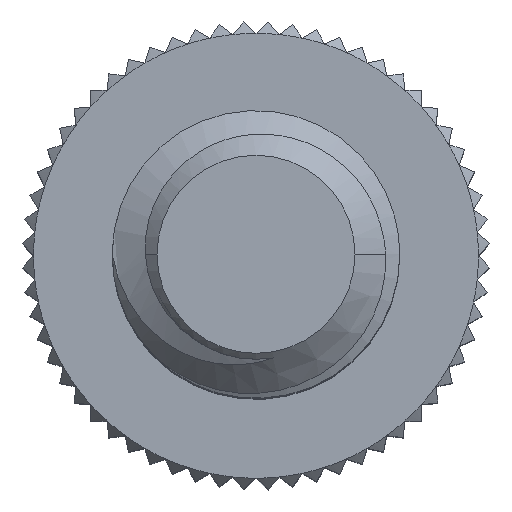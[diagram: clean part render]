
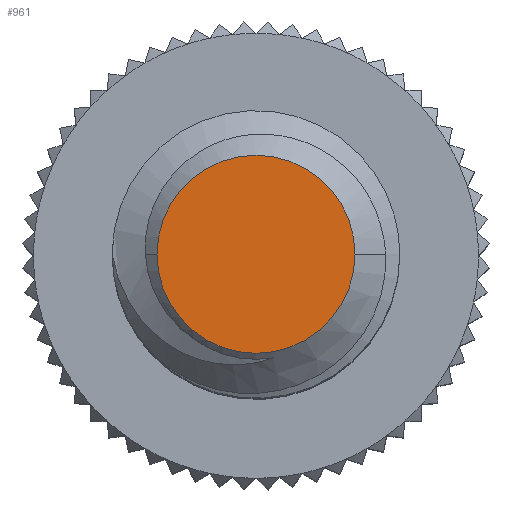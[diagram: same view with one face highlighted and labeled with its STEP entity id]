
A CAD part, top view. The second image highlights one B-rep face of the part: STEP entity #961.
In plain terms, the highlighted planar face has unit normal (0, 0, 1).
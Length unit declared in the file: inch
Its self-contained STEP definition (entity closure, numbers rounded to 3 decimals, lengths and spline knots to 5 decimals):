
#196 = CIRCLE ( 'NONE', #7413, 0.02961 ) ;
#961 = ADVANCED_FACE ( 'NONE', ( #3750 ), #4793, .T. ) ;
#1239 = DIRECTION ( 'NONE',  ( 0., 0., 1. ) ) ;
#1784 = EDGE_CURVE ( 'NONE', #4756, #7029, #196, .T. ) ;
#2705 = AXIS2_PLACEMENT_3D ( 'NONE', #7360, #3184, #5363 ) ;
#3090 = DIRECTION ( 'NONE',  ( 1., 0., 0. ) ) ;
#3184 = DIRECTION ( 'NONE',  ( 0., 0., 1. ) ) ;
#3750 = FACE_OUTER_BOUND ( 'NONE', #9155, .T. ) ;
#4355 = CIRCLE ( 'NONE', #2705, 0.02961 ) ;
#4756 = VERTEX_POINT ( 'NONE', #7317 ) ;
#4793 = PLANE ( 'NONE',  #9144 ) ;
#4837 = ORIENTED_EDGE ( 'NONE', *, *, #1784, .T. ) ;
#5337 = DIRECTION ( 'NONE',  ( 0., 0., 1. ) ) ;
#5363 = DIRECTION ( 'NONE',  ( 1., 0., 0. ) ) ;
#5520 = CARTESIAN_POINT ( 'NONE',  ( 0., 0., 0. ) ) ;
#5921 = CARTESIAN_POINT ( 'NONE',  ( 0., 0., 0. ) ) ;
#6056 = EDGE_CURVE ( 'NONE', #7029, #4756, #4355, .T. ) ;
#6084 = CARTESIAN_POINT ( 'NONE',  ( 0.02961, 0., 0. ) ) ;
#6230 = DIRECTION ( 'NONE',  ( 1., 0., 0. ) ) ;
#6664 = ORIENTED_EDGE ( 'NONE', *, *, #6056, .T. ) ;
#7029 = VERTEX_POINT ( 'NONE', #6084 ) ;
#7317 = CARTESIAN_POINT ( 'NONE',  ( -0.02961, 0., 0. ) ) ;
#7360 = CARTESIAN_POINT ( 'NONE',  ( 0., 0., 0. ) ) ;
#7413 = AXIS2_PLACEMENT_3D ( 'NONE', #5921, #5337, #3090 ) ;
#9144 = AXIS2_PLACEMENT_3D ( 'NONE', #5520, #1239, #6230 ) ;
#9155 = EDGE_LOOP ( 'NONE', ( #4837, #6664 ) ) ;
